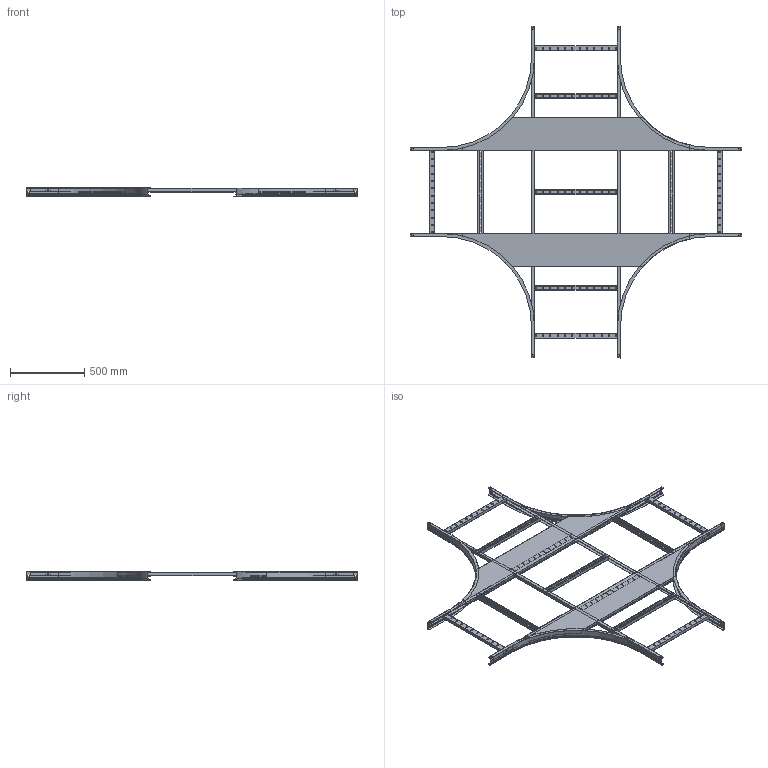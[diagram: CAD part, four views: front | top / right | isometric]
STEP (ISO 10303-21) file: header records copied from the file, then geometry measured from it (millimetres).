
FILE_DESCRIPTION (( 'STEP AP214' ), '1' );
FILE_NAME ('EAKR05-4--04 (55x600).STEP', '2021-03-08T07:51:55', ( '' ), ( '' ), 'SwSTEP 2.0', 'SolidWorks 2017', '' );
FILE_SCHEMA (( 'AUTOMOTIVE_DESIGN' ));
Length unit declared in the file: millimetre
Products named in the file (8): ÊÈÂÀ 195.02.01 Ëîíæåðîí áàçîâûé-00_-00; EAKR05-4--04 (55x600); 195.02.02_Ïëàñòèíà ñîåäèíèòåëüíàÿ-00_-04 (600); 岓臍 195.02.10 捘 冓憵-00_-04 (2174); ÊÈÂÀ 195.01.03_Ïëàíêà ïîïåðå÷íàÿ-00_-04; ÊÈÂÀ 195.02.05 Ï-ïðîôèëü-00_668.2; 岓臍 195.02.20 冓憵 600-00_-04 (600); ÊÈÂÀ 195.02.04 Ï-ïðîôèëü-00_-04 (2174)
Assembly tree (24 placements, depth 3):
  EAKR05-4--04 (55x600)
    岓臍 195.02.10 捘 冓憵-00_-04 (2174)
      ÊÈÂÀ 195.02.04 Ï-ïðîôèëü-00_-04 (2174)  x2
      ÊÈÂÀ 195.01.03_Ïëàíêà ïîïåðå÷íàÿ-00_-04  x7
    ÊÈÂÀ 195.02.01 Ëîíæåðîí áàçîâûé-00_-00  x4
    岓臍 195.02.20 冓憵 600-00_-04 (600)  x2
      ÊÈÂÀ 195.02.05 Ï-ïðîôèëü-00_668.2
      ÊÈÂÀ 195.01.03_Ïëàíêà ïîïåðå÷íàÿ-00_-04
    195.02.02_Ïëàñòèíà ñîåäèíèòåëüíàÿ-00_-04 (600)  x4
Bounding box: 2234 x 2234 x 56.48 mm (x, y, z)
Volume: 3319575.9 mm3; surface area: 5600627.5 mm2
Topology: 25 solids, 25 shells, 1750 faces, 4796 edges, 3096 vertices
Faces by surface type: plane 1230, cylinder 480, torus 24, cone 16
Entity records: 10068 total; most frequent: CARTESIAN_POINT 1699, DIRECTION 1692, ORIENTED_EDGE 1660, EDGE_CURVE 830, LINE 650, VECTOR 650, VERTEX_POINT 528, AXIS2_PLACEMENT_3D 521
